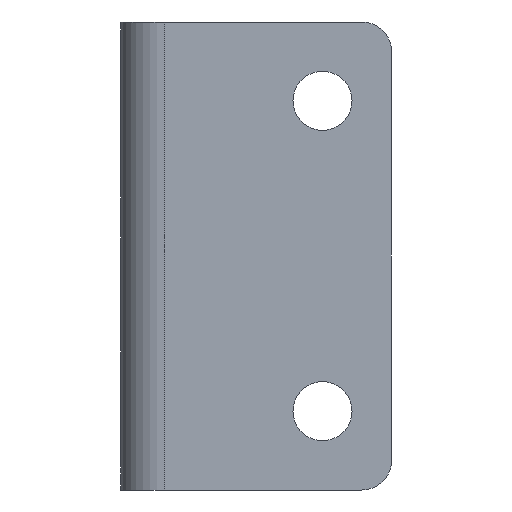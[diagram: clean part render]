
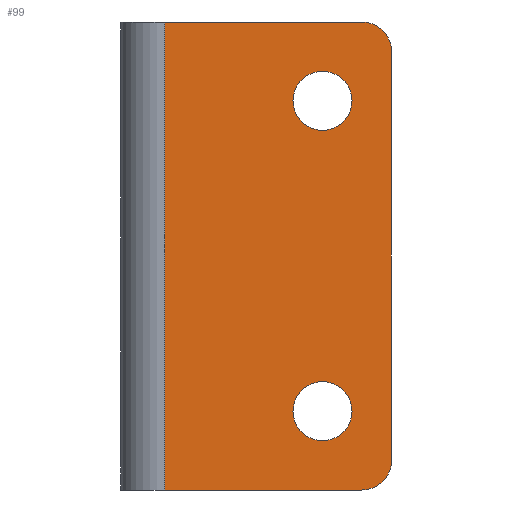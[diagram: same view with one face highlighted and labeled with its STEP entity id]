
A CAD part, front view. The second image highlights one B-rep face of the part: STEP entity #99.
In plain terms, the highlighted planar face has unit normal (0, -1, 0).
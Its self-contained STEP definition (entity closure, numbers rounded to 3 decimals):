
#99 = ADVANCED_FACE( '', ( #196, #197, #198 ), #199, .F. );
#196 = FACE_BOUND( '', #282, .T. );
#197 = FACE_BOUND( '', #283, .T. );
#198 = FACE_OUTER_BOUND( '', #284, .T. );
#199 = PLANE( '', #285 );
#282 = EDGE_LOOP( '', ( #438 ) );
#283 = EDGE_LOOP( '', ( #439 ) );
#284 = EDGE_LOOP( '', ( #440, #441, #442, #443, #444, #445 ) );
#285 = AXIS2_PLACEMENT_3D( '', #446, #447, #448 );
#438 = ORIENTED_EDGE( '', *, *, #535, .T. );
#439 = ORIENTED_EDGE( '', *, *, #513, .T. );
#440 = ORIENTED_EDGE( '', *, *, #542, .F. );
#441 = ORIENTED_EDGE( '', *, *, #506, .F. );
#442 = ORIENTED_EDGE( '', *, *, #528, .T. );
#443 = ORIENTED_EDGE( '', *, *, #543, .T. );
#444 = ORIENTED_EDGE( '', *, *, #524, .F. );
#445 = ORIENTED_EDGE( '', *, *, #503, .F. );
#446 = CARTESIAN_POINT( '', ( 9., -63., 47.5 ) );
#447 = DIRECTION( '', ( 0., 1., 0. ) );
#448 = DIRECTION( '', ( 0., 0., 1. ) );
#503 = EDGE_CURVE( '', #590, #592, #593, .T. );
#506 = EDGE_CURVE( '', #596, #597, #598, .T. );
#513 = EDGE_CURVE( '', #607, #607, #608, .T. );
#524 = EDGE_CURVE( '', #592, #623, #624, .T. );
#528 = EDGE_CURVE( '', #596, #627, #629, .T. );
#535 = EDGE_CURVE( '', #638, #638, #639, .T. );
#542 = EDGE_CURVE( '', #597, #590, #648, .T. );
#543 = EDGE_CURVE( '', #627, #623, #649, .T. );
#590 = VERTEX_POINT( '', #709 );
#592 = VERTEX_POINT( '', #712 );
#593 = LINE( '', #713, #714 );
#596 = VERTEX_POINT( '', #718 );
#597 = VERTEX_POINT( '', #719 );
#598 = LINE( '', #720, #721 );
#607 = VERTEX_POINT( '', #733 );
#608 = CIRCLE( '', #734, 6. );
#623 = VERTEX_POINT( '', #751 );
#624 = CIRCLE( '', #752, 6. );
#627 = VERTEX_POINT( '', #756 );
#629 = LINE( '', #758, #759 );
#638 = VERTEX_POINT( '', #769 );
#639 = CIRCLE( '', #770, 6. );
#648 = CIRCLE( '', #781, 6. );
#649 = LINE( '', #782, #783 );
#709 = CARTESIAN_POINT( '', ( 55., -63., 41.5 ) );
#712 = CARTESIAN_POINT( '', ( 55., -63., -41.5 ) );
#713 = CARTESIAN_POINT( '', ( 55., -63., 47.5 ) );
#714 = VECTOR( '', #820, 1000. );
#718 = CARTESIAN_POINT( '', ( 9., -63., 47.5 ) );
#719 = CARTESIAN_POINT( '', ( 49., -63., 47.5 ) );
#720 = CARTESIAN_POINT( '', ( 9., -63., 47.5 ) );
#721 = VECTOR( '', #822, 1000. );
#733 = CARTESIAN_POINT( '', ( 47., -63., -31.5 ) );
#734 = AXIS2_PLACEMENT_3D( '', #832, #833, #834 );
#751 = CARTESIAN_POINT( '', ( 49., -63., -47.5 ) );
#752 = AXIS2_PLACEMENT_3D( '', #852, #853, #854 );
#756 = CARTESIAN_POINT( '', ( 9., -63., -47.5 ) );
#758 = CARTESIAN_POINT( '', ( 9., -63., 47.5 ) );
#759 = VECTOR( '', #859, 1000. );
#769 = CARTESIAN_POINT( '', ( 47., -63., 31.5 ) );
#770 = AXIS2_PLACEMENT_3D( '', #867, #868, #869 );
#781 = AXIS2_PLACEMENT_3D( '', #875, #876, #877 );
#782 = CARTESIAN_POINT( '', ( 9., -63., -47.5 ) );
#783 = VECTOR( '', #878, 1000. );
#820 = DIRECTION( '', ( 0., 0., -1. ) );
#822 = DIRECTION( '', ( 1., 0., 0. ) );
#832 = CARTESIAN_POINT( '', ( 41., -63., -31.5 ) );
#833 = DIRECTION( '', ( 0., 1., 0. ) );
#834 = DIRECTION( '', ( 1., 0., 0. ) );
#852 = CARTESIAN_POINT( '', ( 49., -63., -41.5 ) );
#853 = DIRECTION( '', ( 0., 1., 0. ) );
#854 = DIRECTION( '', ( 1., 0., 0. ) );
#859 = DIRECTION( '', ( 0., 0., -1. ) );
#867 = CARTESIAN_POINT( '', ( 41., -63., 31.5 ) );
#868 = DIRECTION( '', ( 0., 1., 0. ) );
#869 = DIRECTION( '', ( 1., 0., 0. ) );
#875 = CARTESIAN_POINT( '', ( 49., -63., 41.5 ) );
#876 = DIRECTION( '', ( 0., 1., 0. ) );
#877 = DIRECTION( '', ( 1., 0., 0. ) );
#878 = DIRECTION( '', ( 1., 0., 0. ) );
